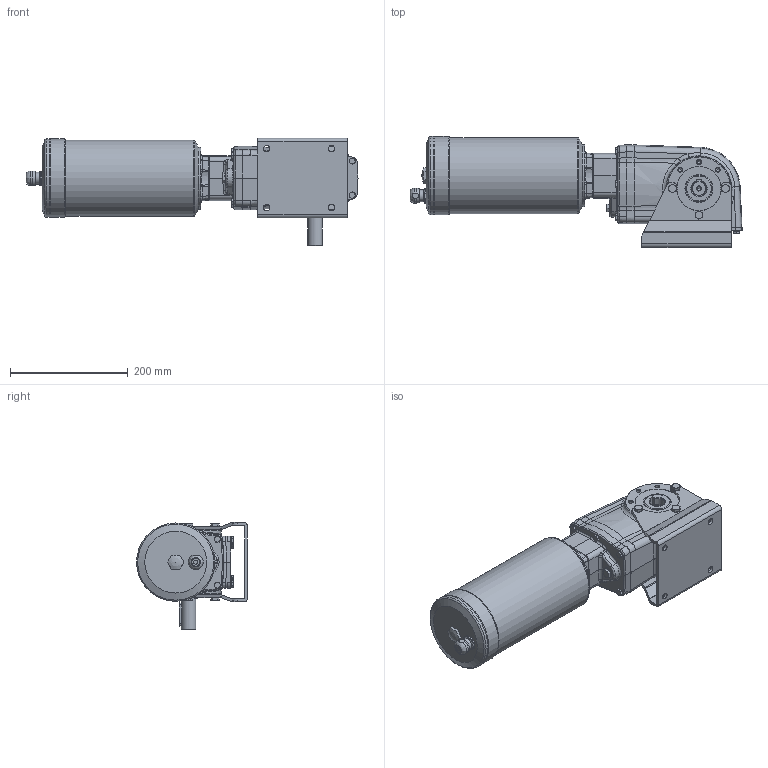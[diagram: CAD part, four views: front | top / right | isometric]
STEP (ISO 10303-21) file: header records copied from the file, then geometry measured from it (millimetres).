
FILE_DESCRIPTION( ( 'Unknown' ), '1' );
FILE_NAME( '54D5914C7BFD7F71F88F9E483653F58.3d.stp', 'Unknown', ( 'Unknown' ), ( 'Unknown' ), 'PSStep 10.1', 'Unknown', ' ' );
FILE_SCHEMA( ( 'AUTOMOTIVE_DESIGN { 1 0 10303 214 1 1 1 1 }' ) );
Length unit declared in the file: millimetre
Products named in the file (1): X42N
Bounding box: 563.5 x 188.3 x 182 mm (x, y, z)
Volume: 6688975.9 mm3; surface area: 385955.9 mm2
Topology: 1 solids, 23 shells, 995 faces, 2332 edges, 1439 vertices
Faces by surface type: plane 380, cylinder 242, cone 217, bspline 89, torus 62, extrusion 4, sphere 1
Full cylindrical faces by diameter (mm): 4.134 x2, 4.917 x8, 6.647 x34, 7 x5, 8 x10, 8.5 x6, 8.9 x12, 9 x4, 11 x4, 11.6 x6, 13 x4, 13.4 x1, 14 x5, 16.662 x1, 17 x1, 18 x1, 20 x1, 23.7 x1, 25 x2, 29.5 x1, 47 x1, 47.5 x2, 52 x1, 75 x2, 105 x1, 128.98 x1, 129 x2, 132.98 x2, 133 x3
Entity records: 41278 total; most frequent: CARTESIAN_POINT 13004, DIRECTION 4080, ORIENTED_EDGE 3908, EDGE_CURVE 1954, AXIS2_PLACEMENT_3D 1679, EDGE_LOOP 1345, VERTEX_POINT 1336, FACE_OUTER_BOUND 1171
